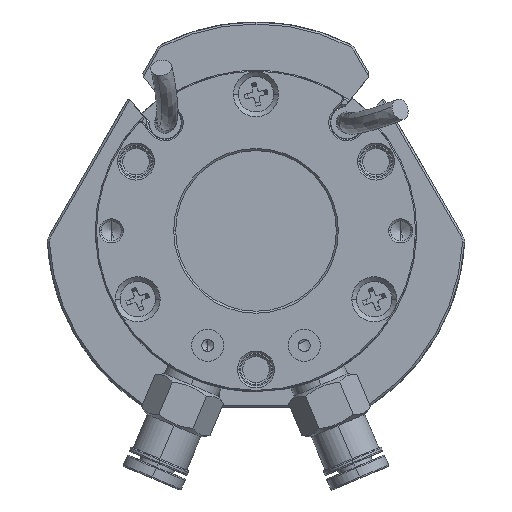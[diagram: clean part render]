
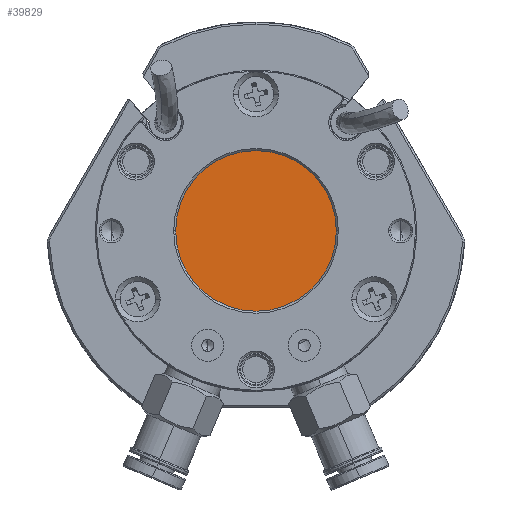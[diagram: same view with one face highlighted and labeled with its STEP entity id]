
A CAD part, front view. The second image highlights one B-rep face of the part: STEP entity #39829.
In plain terms, the highlighted face is planar.
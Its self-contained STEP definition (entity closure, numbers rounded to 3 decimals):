
#1470 = AXIS2_PLACEMENT_3D ( 'NONE', #67253, #58903, #6871 ) ;
#5807 = CARTESIAN_POINT ( 'NONE',  ( 0., 0., 9.5 ) ) ;
#6871 = DIRECTION ( 'NONE',  ( 1., 0., 0. ) ) ;
#14199 = DIRECTION ( 'NONE',  ( 0., 0., 1. ) ) ;
#14510 = DIRECTION ( 'NONE',  ( 1., 0., 0. ) ) ;
#17559 = CARTESIAN_POINT ( 'NONE',  ( 10., 0., 9.5 ) ) ;
#19627 = EDGE_CURVE ( 'NONE', #79599, #58136, #111255, .T. ) ;
#23222 = ORIENTED_EDGE ( 'NONE', *, *, #82550, .T. ) ;
#24536 = FACE_OUTER_BOUND ( 'NONE', #59518, .T. ) ;
#24584 = AXIS2_PLACEMENT_3D ( 'NONE', #5807, #66565, #14510 ) ;
#28636 = CIRCLE ( 'NONE', #92004, 10. ) ;
#38904 = ORIENTED_EDGE ( 'NONE', *, *, #19627, .T. ) ;
#39829 = ADVANCED_FACE ( 'NONE', ( #24536 ), #93419, .T. ) ;
#51803 = CARTESIAN_POINT ( 'NONE',  ( -10., 0., 9.5 ) ) ;
#58136 = VERTEX_POINT ( 'NONE', #51803 ) ;
#58903 = DIRECTION ( 'NONE',  ( 0., 0., 1. ) ) ;
#59518 = EDGE_LOOP ( 'NONE', ( #38904, #23222 ) ) ;
#66247 = CARTESIAN_POINT ( 'NONE',  ( 0., 0., 9.5 ) ) ;
#66565 = DIRECTION ( 'NONE',  ( 0., 0., 1. ) ) ;
#67253 = CARTESIAN_POINT ( 'NONE',  ( 0., 0., 9.5 ) ) ;
#74953 = DIRECTION ( 'NONE',  ( 1., 0., 0. ) ) ;
#79599 = VERTEX_POINT ( 'NONE', #17559 ) ;
#82550 = EDGE_CURVE ( 'NONE', #58136, #79599, #28636, .T. ) ;
#92004 = AXIS2_PLACEMENT_3D ( 'NONE', #66247, #14199, #74953 ) ;
#93419 = PLANE ( 'NONE',  #1470 ) ;
#111255 = CIRCLE ( 'NONE', #24584, 10. ) ;
